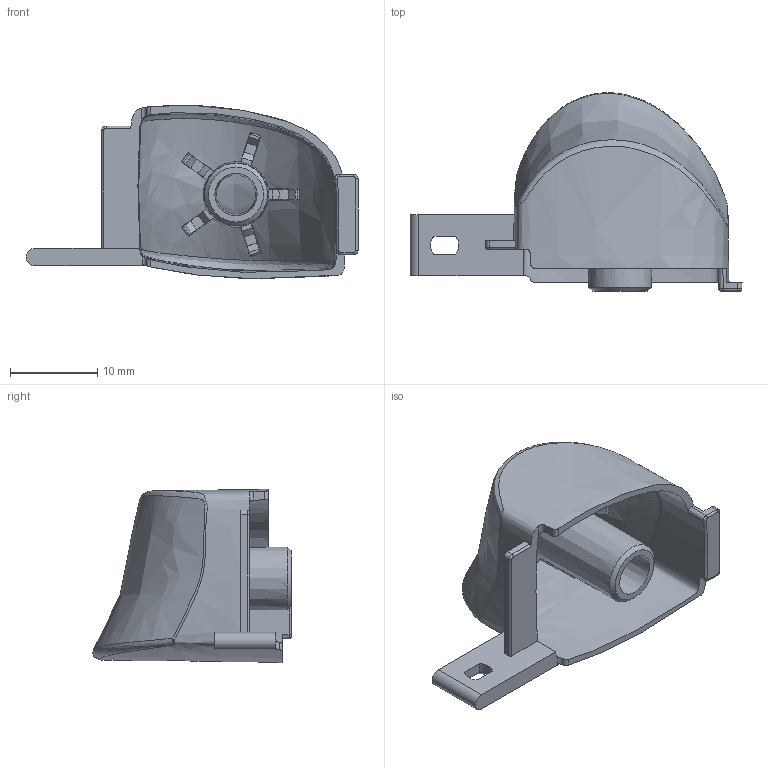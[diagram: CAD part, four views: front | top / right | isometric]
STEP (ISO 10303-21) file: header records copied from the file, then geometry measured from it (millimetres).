
FILE_DESCRIPTION(/* description */ (''),/* implementation_level */ '2;1');
FILE_NAME(/* name */ 'HHL Ergo Trigger L.step',/* time_stamp */ '2023-02-24T18:41:24-08:00',/* author */ (''),/* organization */ (''),/* preprocessor_version */ 'ST-DEVELOPER v19.2',/* originating_system */ 'Autodesk Translation Framework v11.17.0.187',/* authorisation */ '');
FILE_SCHEMA (('AUTOMOTIVE_DESIGN { 1 0 10303 214 3 1 1 }'));
Length unit declared in the file: millimetre
Products named in the file (1): Trigger Ergonomic R v3(Mirror)
Bounding box: 38.02 x 22.71 x 19.86 mm (x, y, z)
Volume: 2083.9 mm3; surface area: 4117.6 mm2
Topology: 1 solids, 1 shells, 118 faces, 369 edges, 246 vertices
Faces by surface type: plane 46, cone 27, bspline 27, cylinder 13, torus 5
Entity records: 10845 total; most frequent: CARTESIAN_POINT 8049, ORIENTED_EDGE 720, DIRECTION 412, EDGE_CURVE 360, VERTEX_POINT 246, AXIS2_PLACEMENT_3D 167, B_SPLINE_CURVE_WITH_KNOTS 143, EDGE_LOOP 122
